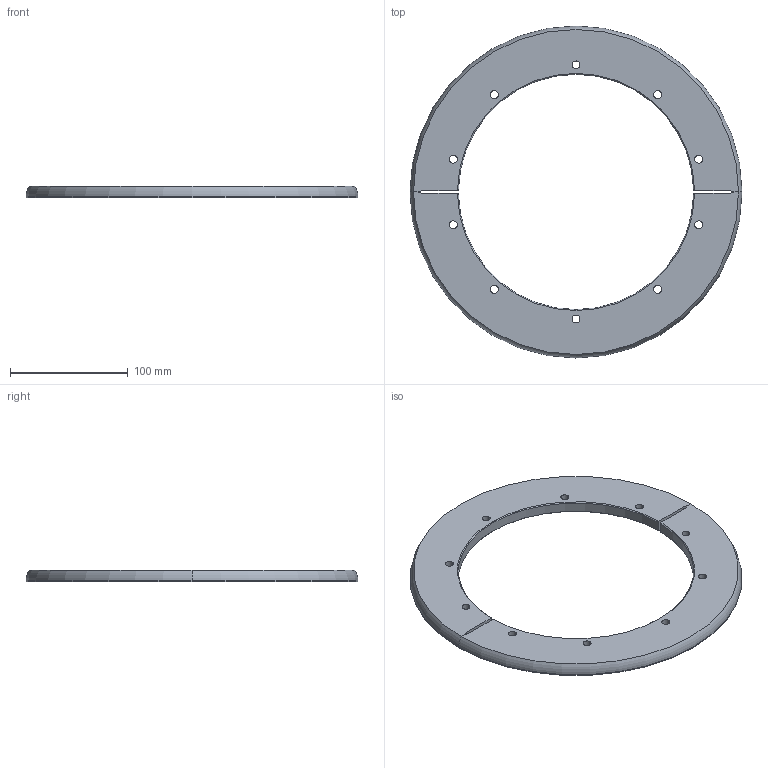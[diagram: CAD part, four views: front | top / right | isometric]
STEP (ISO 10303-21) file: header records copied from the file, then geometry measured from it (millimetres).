
FILE_DESCRIPTION (( 'STEP AP203' ), '1' );
FILE_NAME ('F1683.STEP', '2022-04-27T14:48:43', ( '' ), ( '' ), 'SwSTEP 2.0', 'SolidWorks 2020', '' );
FILE_SCHEMA (( 'CONFIG_CONTROL_DESIGN' ));
Length unit declared in the file: inch
Products named in the file (1): F1683
Bounding box: 282.27 x 282.27 x 10.01 mm (x, y, z)
Volume: 298483.9 mm3; surface area: 77200.8 mm2
Topology: 1 solids, 1 shells, 45 faces, 127 edges, 82 vertices
Faces by surface type: cylinder 24, plane 15, cone 4, torus 2
Entity records: 1604 total; most frequent: CARTESIAN_POINT 279, DIRECTION 267, ORIENTED_EDGE 254, EDGE_CURVE 127, AXIS2_PLACEMENT_3D 102, VERTEX_POINT 82, EDGE_LOOP 65, LINE 63
